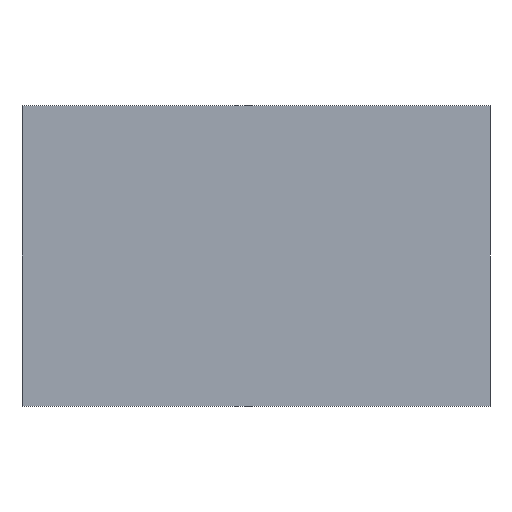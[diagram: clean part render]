
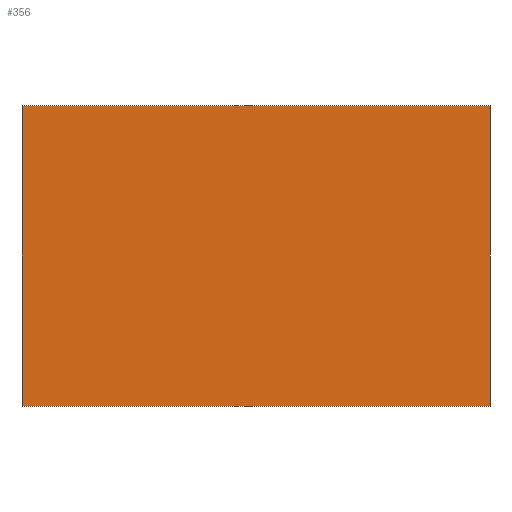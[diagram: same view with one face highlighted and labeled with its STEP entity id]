
A CAD part, front view. The second image highlights one B-rep face of the part: STEP entity #356.
In plain terms, the highlighted planar face has unit normal (0, -1, 0).
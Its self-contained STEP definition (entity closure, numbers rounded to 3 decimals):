
#254=CARTESIAN_POINT('',(12.46,0.,8.007));
#255=VERTEX_POINT('',#254);
#256=CARTESIAN_POINT('',(-12.46,0.,8.007));
#257=VERTEX_POINT('',#256);
#258=CARTESIAN_POINT('',(12.46,0.,8.007));
#259=DIRECTION('',(-1.,0.,0.));
#260=VECTOR('',#259,24.92);
#261=LINE('',#258,#260);
#262=EDGE_CURVE('',#255,#257,#261,.T.);
#285=CARTESIAN_POINT('',(12.46,0.,-8.007));
#286=VERTEX_POINT('',#285);
#287=CARTESIAN_POINT('',(12.46,0.,-8.007));
#288=DIRECTION('',(0.,0.,1.));
#289=VECTOR('',#288,16.014);
#290=LINE('',#287,#289);
#291=EDGE_CURVE('',#286,#255,#290,.T.);
#309=CARTESIAN_POINT('',(-12.46,0.,-8.007));
#310=VERTEX_POINT('',#309);
#311=CARTESIAN_POINT('',(-12.46,0.,-8.007));
#312=DIRECTION('',(1.,0.,-0.));
#313=VECTOR('',#312,24.92);
#314=LINE('',#311,#313);
#315=EDGE_CURVE('',#310,#286,#314,.T.);
#333=CARTESIAN_POINT('',(-12.46,0.,8.007));
#334=DIRECTION('',(0.,0.,-1.));
#335=VECTOR('',#334,16.014);
#336=LINE('',#333,#335);
#337=EDGE_CURVE('',#257,#310,#336,.T.);
#345=CARTESIAN_POINT('',(0.,0.,0.));
#346=DIRECTION('',(0.,-1.,0.));
#347=DIRECTION('',(1.,0.,0.));
#348=AXIS2_PLACEMENT_3D('',#345,#346,#347);
#349=PLANE('',#348);
#350=ORIENTED_EDGE('',*,*,#262,.T.);
#351=ORIENTED_EDGE('',*,*,#337,.T.);
#352=ORIENTED_EDGE('',*,*,#315,.T.);
#353=ORIENTED_EDGE('',*,*,#291,.T.);
#354=EDGE_LOOP('',(#350,#351,#352,#353));
#355=FACE_BOUND('',#354,.T.);
#356=ADVANCED_FACE('',(#355),#349,.T.);
